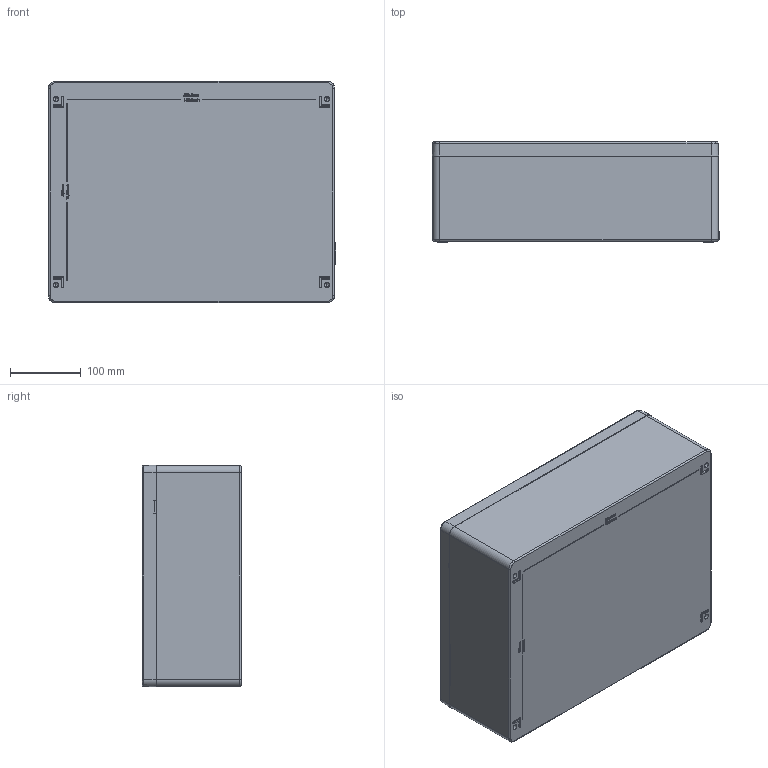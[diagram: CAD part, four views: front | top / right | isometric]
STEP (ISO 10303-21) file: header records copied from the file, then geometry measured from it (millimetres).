
FILE_DESCRIPTION (( 'STEP AP214' ), '1' );
FILE_NAME ('25314014.STEP', '2012-06-14T11:38:13', ( ' ' ), ( '' ), 'SwSTEP 2.0', 'SolidWorks 2011', '' );
FILE_SCHEMA (( 'AUTOMOTIVE_DESIGN' ));
Length unit declared in the file: millimetre
Products named in the file (10): 92441; 92081; 95947; 83171; 01314014_Ex Ausfürung; 82016; 93134; 02071; 03710; 25314014
Assembly tree (12 placements, depth 3):
  25314014
    01314014_Ex Ausfürung
      93134  x4
      02071
      82016
      03710
    83171
    95947
    92081
    92441
Bounding box: 405.5 x 141 x 313 mm (x, y, z)
Volume: 2800291.3 mm3; surface area: 912434.5 mm2
Topology: 11 solids, 11 shells, 1559 faces, 3790 edges, 2320 vertices
Faces by surface type: plane 494, bspline 420, cylinder 311, cone 174, torus 148, sphere 12
Entity records: 67586 total; most frequent: CARTESIAN_POINT 36076, ORIENTED_EDGE 7050, DIRECTION 5558, EDGE_CURVE 3525, VERTEX_POINT 2170, AXIS2_PLACEMENT_3D 2061, EDGE_LOOP 1583, ADVANCED_FACE 1466
